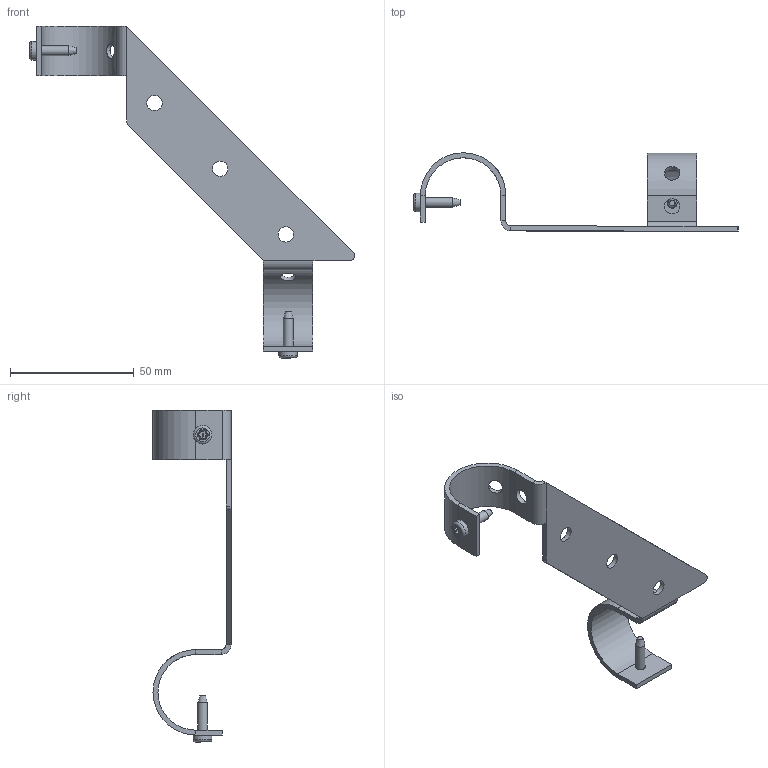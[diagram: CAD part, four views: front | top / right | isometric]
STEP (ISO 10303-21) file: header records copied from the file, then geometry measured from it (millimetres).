
FILE_DESCRIPTION(/* description */ ('STEP AP203'),/* implementation_level */ '2;1');
FILE_NAME(/* name */ '22113_KriTec_Tischplatteneinhängung_Strebe_D30.stp',/* time_stamp */ '2020-11-06T09:44:15+01:00',/* author */ ('jendrek'),/* organization */ (''),/* preprocessor_version */ 'ST-DEVELOPER v17',/* originating_system */ 'Autodesk Inventor 2018',/* authorisation */ '');
FILE_SCHEMA (('AUTOMOTIVE_DESIGN { 1 0 10303 214 3 1 1 }'));
Length unit declared in the file: millimetre
Products named in the file (3): 22113; 2; 1
Assembly tree (3 placements, depth 2):
  22113
    2
    1  x2
Bounding box: 131.22 x 31.5 x 134.05 mm (x, y, z)
Volume: 12146 mm3; surface area: 13803.7 mm2
Topology: 3 solids, 3 shells, 323 faces, 803 edges, 500 vertices
Faces by surface type: plane 108, cylinder 93, bspline 70, torus 50, cone 2
Full cylindrical faces by diameter (mm): 3.9 x2, 4.1 x2, 6.2 x5, 7.5 x2
Entity records: 7971 total; most frequent: CARTESIAN_POINT 3490, ORIENTED_EDGE 938, DIRECTION 866, EDGE_CURVE 469, AXIS2_PLACEMENT_3D 314, VERTEX_POINT 292, LINE 238, VECTOR 238
